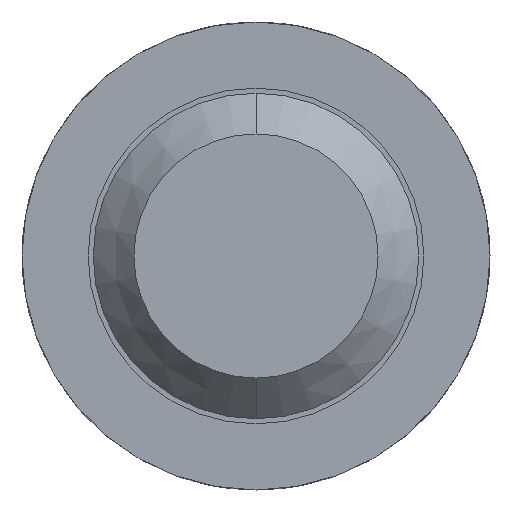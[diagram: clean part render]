
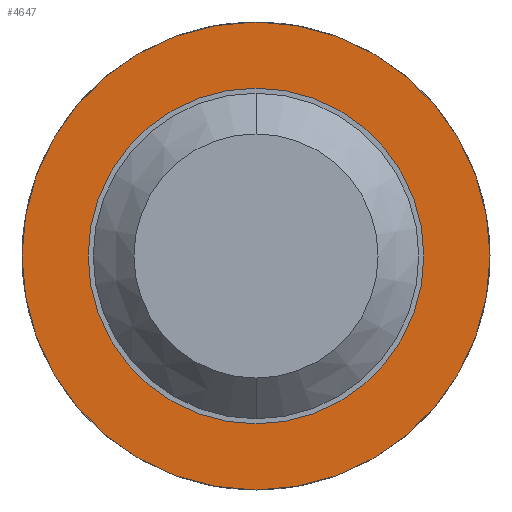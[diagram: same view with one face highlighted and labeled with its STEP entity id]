
A CAD part, front view. The second image highlights one B-rep face of the part: STEP entity #4647.
In plain terms, the highlighted planar face has unit normal (0, -1, 0).
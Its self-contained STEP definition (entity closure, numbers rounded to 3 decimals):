
#453 = CARTESIAN_POINT ( 'NONE',  ( 0., -1.5, -1.15 ) ) ;
#730 = VERTEX_POINT ( 'NONE', #1403 ) ;
#779 = DIRECTION ( 'NONE',  ( 0., 1., 0. ) ) ;
#927 = FACE_OUTER_BOUND ( 'NONE', #3219, .T. ) ;
#941 = DIRECTION ( 'NONE',  ( 0., 0., 1. ) ) ;
#1055 = DIRECTION ( 'NONE',  ( 0., 0., 1. ) ) ;
#1065 = AXIS2_PLACEMENT_3D ( 'NONE', #4212, #779, #1543 ) ;
#1092 = EDGE_CURVE ( 'NONE', #4569, #2148, #1960, .T. ) ;
#1107 = CIRCLE ( 'NONE', #2843, 0.825 ) ;
#1112 = CIRCLE ( 'NONE', #2329, 1.15 ) ;
#1403 = CARTESIAN_POINT ( 'NONE',  ( 0., -1.5, 0.825 ) ) ;
#1543 = DIRECTION ( 'NONE',  ( 0., 0., 1. ) ) ;
#1654 = CARTESIAN_POINT ( 'NONE',  ( 0., -1.5, 0. ) ) ;
#1960 = CIRCLE ( 'NONE', #3624, 1.15 ) ;
#2038 = DIRECTION ( 'NONE',  ( 0., 0., 1. ) ) ;
#2056 = DIRECTION ( 'NONE',  ( 0., 1., 0. ) ) ;
#2130 = CARTESIAN_POINT ( 'NONE',  ( 0.825, -1.5, 0. ) ) ;
#2148 = VERTEX_POINT ( 'NONE', #453 ) ;
#2270 = ORIENTED_EDGE ( 'NONE', *, *, #1092, .F. ) ;
#2282 = CIRCLE ( 'NONE', #1065, 0.825 ) ;
#2329 = AXIS2_PLACEMENT_3D ( 'NONE', #3636, #2894, #4408 ) ;
#2501 = DIRECTION ( 'NONE',  ( 0., 1., 0. ) ) ;
#2537 = FACE_BOUND ( 'NONE', #2885, .T. ) ;
#2839 = ORIENTED_EDGE ( 'NONE', *, *, #4793, .T. ) ;
#2843 = AXIS2_PLACEMENT_3D ( 'NONE', #3335, #4526, #1055 ) ;
#2885 = EDGE_LOOP ( 'NONE', ( #3174, #2839 ) ) ;
#2894 = DIRECTION ( 'NONE',  ( 0., 1., 0. ) ) ;
#3174 = ORIENTED_EDGE ( 'NONE', *, *, #4892, .T. ) ;
#3219 = EDGE_LOOP ( 'NONE', ( #2270, #4882 ) ) ;
#3335 = CARTESIAN_POINT ( 'NONE',  ( 0., -1.5, 0. ) ) ;
#3611 = PLANE ( 'NONE',  #4125 ) ;
#3624 = AXIS2_PLACEMENT_3D ( 'NONE', #1654, #2056, #2038 ) ;
#3636 = CARTESIAN_POINT ( 'NONE',  ( 0., -1.5, 0. ) ) ;
#4125 = AXIS2_PLACEMENT_3D ( 'NONE', #2130, #2501, #941 ) ;
#4212 = CARTESIAN_POINT ( 'NONE',  ( 0., -1.5, 0. ) ) ;
#4381 = EDGE_CURVE ( 'NONE', #2148, #4569, #1112, .T. ) ;
#4408 = DIRECTION ( 'NONE',  ( 0., 0., 1. ) ) ;
#4422 = CARTESIAN_POINT ( 'NONE',  ( 0., -1.5, -0.825 ) ) ;
#4526 = DIRECTION ( 'NONE',  ( 0., 1., 0. ) ) ;
#4569 = VERTEX_POINT ( 'NONE', #4703 ) ;
#4647 = ADVANCED_FACE ( 'NONE', ( #927, #2537 ), #3611, .F. ) ;
#4658 = VERTEX_POINT ( 'NONE', #4422 ) ;
#4703 = CARTESIAN_POINT ( 'NONE',  ( 0., -1.5, 1.15 ) ) ;
#4793 = EDGE_CURVE ( 'NONE', #4658, #730, #1107, .T. ) ;
#4882 = ORIENTED_EDGE ( 'NONE', *, *, #4381, .F. ) ;
#4892 = EDGE_CURVE ( 'NONE', #730, #4658, #2282, .T. ) ;
